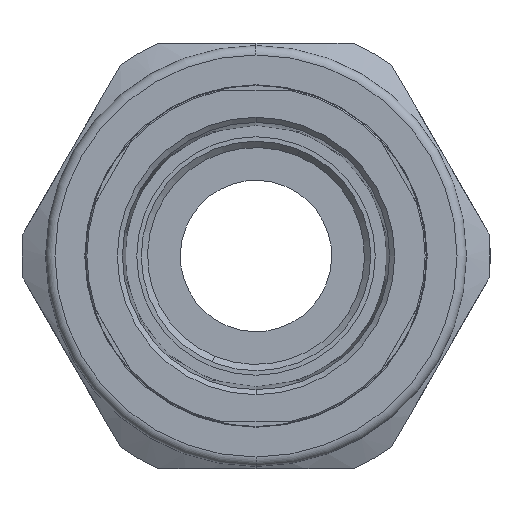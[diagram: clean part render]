
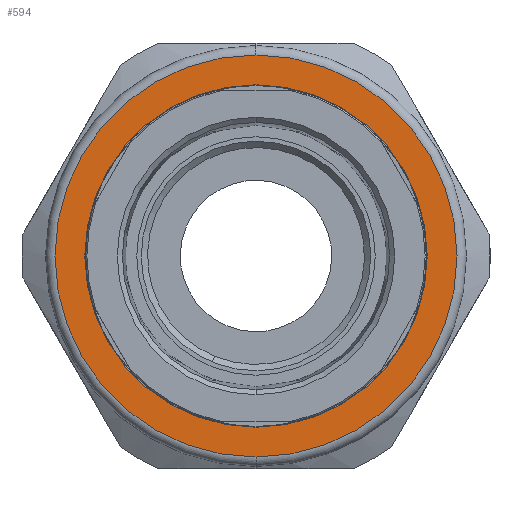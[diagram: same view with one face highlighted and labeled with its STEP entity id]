
A CAD part, left-side view. The second image highlights one B-rep face of the part: STEP entity #594.
In plain terms, the highlighted planar face has unit normal (-1, 0, 0).
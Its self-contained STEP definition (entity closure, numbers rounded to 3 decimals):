
#14 = DIRECTION ( 'NONE',  ( 0., 0., 1. ) ) ;
#43 = PLANE ( 'NONE',  #1043 ) ;
#103 = CARTESIAN_POINT ( 'NONE',  ( -6.12, 0., 0. ) ) ;
#233 = FACE_BOUND ( 'NONE', #1933, .T. ) ;
#266 = CARTESIAN_POINT ( 'NONE',  ( -6.12, 0., 0. ) ) ;
#328 = AXIS2_PLACEMENT_3D ( 'NONE', #103, #1905, #378 ) ;
#378 = DIRECTION ( 'NONE',  ( 0., 0., -1. ) ) ;
#392 = EDGE_CURVE ( 'NONE', #1662, #498, #2128, .T. ) ;
#498 = VERTEX_POINT ( 'NONE', #2038 ) ;
#518 = DIRECTION ( 'NONE',  ( 0., 0., -1. ) ) ;
#594 = ADVANCED_FACE ( 'NONE', ( #233, #2885 ), #43, .T. ) ;
#656 = CARTESIAN_POINT ( 'NONE',  ( -6.12, 0., -42.5 ) ) ;
#687 = CIRCLE ( 'NONE', #1224, 36.2 ) ;
#728 = VERTEX_POINT ( 'NONE', #2555 ) ;
#802 = VERTEX_POINT ( 'NONE', #2208 ) ;
#870 = ORIENTED_EDGE ( 'NONE', *, *, #3072, .T. ) ;
#957 = DIRECTION ( 'NONE',  ( 1., 0., 0. ) ) ;
#1000 = AXIS2_PLACEMENT_3D ( 'NONE', #1427, #3237, #1692 ) ;
#1001 = CIRCLE ( 'NONE', #328, 42.5 ) ;
#1043 = AXIS2_PLACEMENT_3D ( 'NONE', #3097, #1546, #14 ) ;
#1146 = ORIENTED_EDGE ( 'NONE', *, *, #1573, .F. ) ;
#1224 = AXIS2_PLACEMENT_3D ( 'NONE', #2510, #957, #2760 ) ;
#1290 = AXIS2_PLACEMENT_3D ( 'NONE', #266, #2049, #518 ) ;
#1427 = CARTESIAN_POINT ( 'NONE',  ( -6.12, 0., 0. ) ) ;
#1546 = DIRECTION ( 'NONE',  ( -1., 0., 0. ) ) ;
#1573 = EDGE_CURVE ( 'NONE', #498, #1662, #1001, .T. ) ;
#1662 = VERTEX_POINT ( 'NONE', #656 ) ;
#1690 = ORIENTED_EDGE ( 'NONE', *, *, #2470, .T. ) ;
#1692 = DIRECTION ( 'NONE',  ( 0., 0., -1. ) ) ;
#1905 = DIRECTION ( 'NONE',  ( 1., 0., 0. ) ) ;
#1933 = EDGE_LOOP ( 'NONE', ( #1690, #870 ) ) ;
#2038 = CARTESIAN_POINT ( 'NONE',  ( -6.12, 0., 42.5 ) ) ;
#2049 = DIRECTION ( 'NONE',  ( 1., 0., 0. ) ) ;
#2128 = CIRCLE ( 'NONE', #1290, 42.5 ) ;
#2185 = CIRCLE ( 'NONE', #1000, 36.2 ) ;
#2208 = CARTESIAN_POINT ( 'NONE',  ( -6.12, 0., 36.2 ) ) ;
#2470 = EDGE_CURVE ( 'NONE', #728, #802, #2185, .T. ) ;
#2510 = CARTESIAN_POINT ( 'NONE',  ( -6.12, 0., 0. ) ) ;
#2555 = CARTESIAN_POINT ( 'NONE',  ( -6.12, 0., -36.2 ) ) ;
#2760 = DIRECTION ( 'NONE',  ( 0., 0., -1. ) ) ;
#2885 = FACE_OUTER_BOUND ( 'NONE', #2932, .T. ) ;
#2932 = EDGE_LOOP ( 'NONE', ( #3142, #1146 ) ) ;
#3072 = EDGE_CURVE ( 'NONE', #802, #728, #687, .T. ) ;
#3097 = CARTESIAN_POINT ( 'NONE',  ( -6.12, 0., 0. ) ) ;
#3142 = ORIENTED_EDGE ( 'NONE', *, *, #392, .F. ) ;
#3237 = DIRECTION ( 'NONE',  ( 1., 0., 0. ) ) ;
